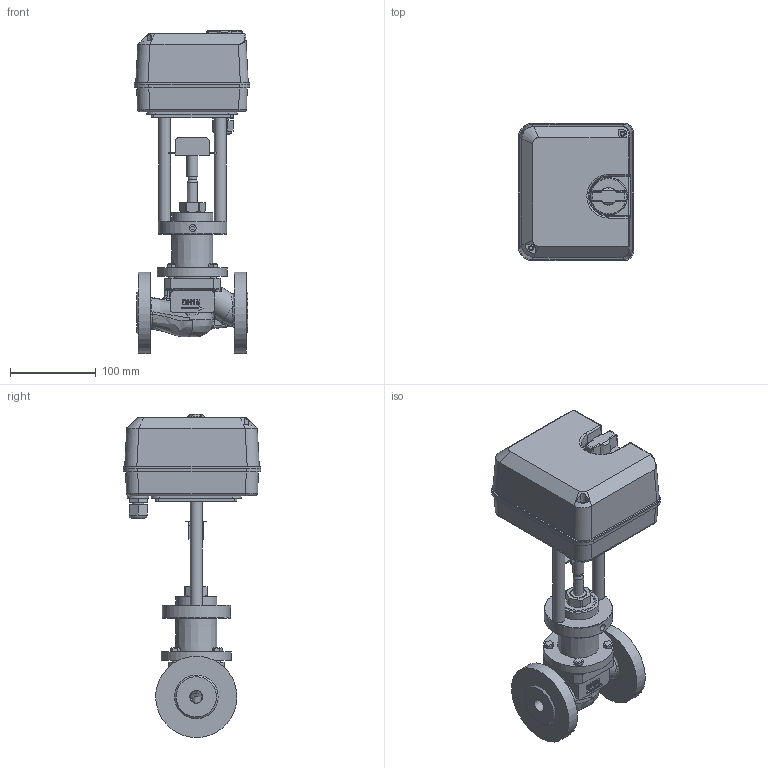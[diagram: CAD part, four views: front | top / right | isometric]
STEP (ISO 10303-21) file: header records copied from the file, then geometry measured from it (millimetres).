
FILE_DESCRIPTION(/* description */ (''),/* implementation_level */ '2;1');
FILE_NAME(/* name */ 'Р11 DN15 + ЭПА 0,6.stp',/* time_stamp */ '2024-03-17T10:07:59+03:00',/* author */ ('kostr'),/* organization */ (''),/* preprocessor_version */ 'ST-DEVELOPER v18.1',/* originating_system */ 'AutoCAD Mechanical',/* authorisation */ '');
FILE_SCHEMA (('AUTOMOTIVE_DESIGN { 1 0 10303 214 3 1 1 }'));
Products named in the file (2): Product; Product$2$ATF
Assembly tree (1 placements, depth 2):
  Product
    Product$2$ATF
Bounding box: 134.8 x 160.7 x 377.47 mm (x, y, z)
Volume: 977520.1 mm3; surface area: 414626.5 mm2
Topology: 22 solids, 26 shells, 1892 faces, 5288 edges, 3533 vertices
Faces by surface type: plane 1022, cylinder 569, bspline 131, cone 129, torus 37, sphere 4
Full cylindrical faces by diameter (mm): 2.4 x7, 2.45 x4, 2.5 x1, 3.95 x1, 4 x7, 4.3 x44, 4.5 x8, 5 x48, 5.296 x1, 5.5 x3, 5.52 x1, 5.9 x2, 6 x4, 6.089 x1, 6.5 x4, 7 x4, 7.2 x1, 7.3 x1, 8 x36, 8.5 x4, 8.8 x1, 9.2 x2, 9.3 x1, 9.5 x4, 10 x32, 10.5 x1, 11 x1, 12 x2, 12.5 x2, 13 x1
Entity records: 115027 total; most frequent: CARTESIAN_POINT 66708, ORIENTED_EDGE 10564, DIRECTION 9456, EDGE_CURVE 5282, VERTEX_POINT 3533, AXIS2_PLACEMENT_3D 3235, LINE 2986, VECTOR 2986
